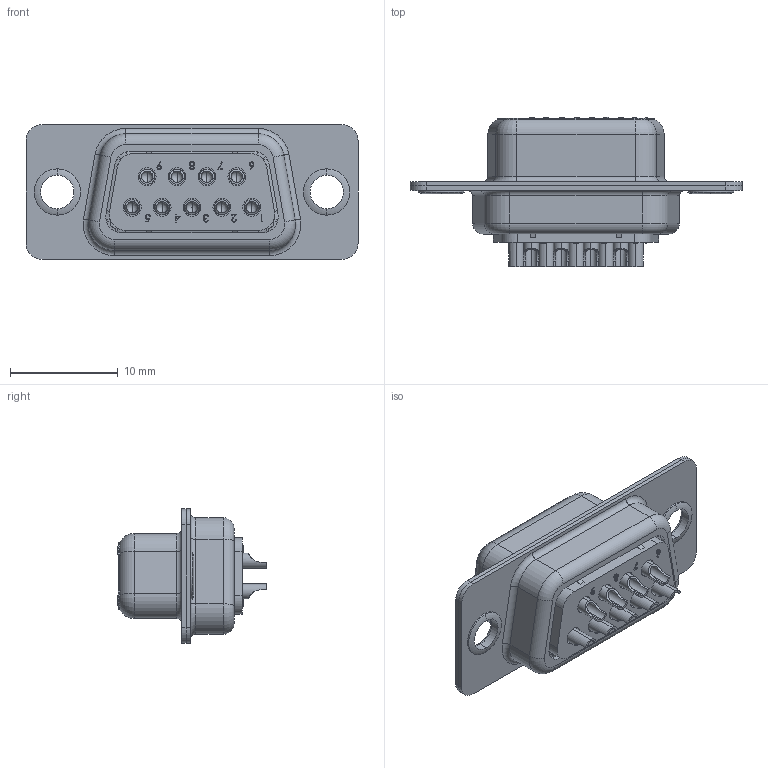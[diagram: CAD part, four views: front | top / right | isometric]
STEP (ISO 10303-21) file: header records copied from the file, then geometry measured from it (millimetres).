
FILE_DESCRIPTION (( 'STEP AP203' ), '1' );
FILE_NAME ('172-009-203R001.STEP', '2023-06-21T18:04:23', ( '' ), ( '' ), 'SwSTEP 2.0', 'SolidWorks 2020', '' );
FILE_SCHEMA (( 'CONFIG_CONTROL_DESIGN' ));
Length unit declared in the file: millimetre
Products named in the file (7): SFFYYT-Front Shell-09.STEP; IFB-9-DG R4.STEP; 172-009-203R001; CFSM10-1-UP.STEP; 172-009-203R001.STEP; IFF-09-DG R4.STEP; SBYYT-Back Shell-09.STEP
Assembly tree (14 placements, depth 3):
  172-009-203R001
    172-009-203R001.STEP
      CFSM10-1-UP.STEP  x9
      IFB-9-DG R4.STEP
      IFF-09-DG R4.STEP
      SBYYT-Back Shell-09.STEP
      SFFYYT-Front Shell-09.STEP
Bounding box: 30.8 x 13.9 x 12.5 mm (x, y, z)
Volume: 1552.6 mm3; surface area: 4417.1 mm2
Topology: 13 solids, 13 shells, 1098 faces, 2798 edges, 1790 vertices
Faces by surface type: plane 480, cylinder 328, bspline 188, torus 62, cone 40
Entity records: 29841 total; most frequent: CARTESIAN_POINT 12809, ORIENTED_EDGE 3496, DIRECTION 3049, EDGE_CURVE 1748, VERTEX_POINT 1118, AXIS2_PLACEMENT_3D 1073, LINE 903, VECTOR 903
